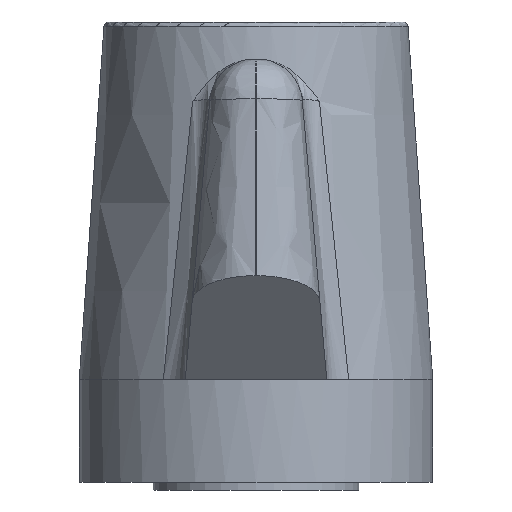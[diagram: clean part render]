
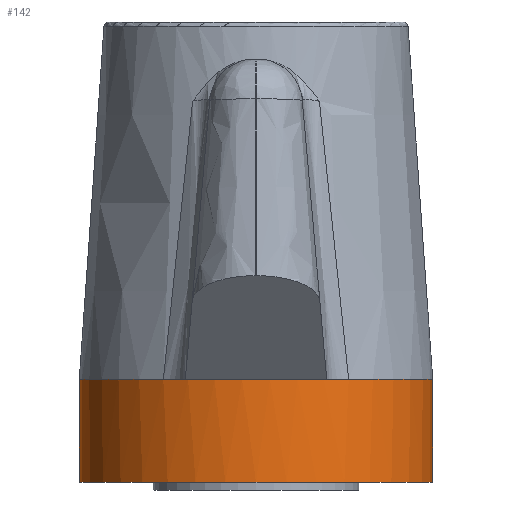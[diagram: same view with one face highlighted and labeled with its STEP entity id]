
A CAD part, front view. The second image highlights one B-rep face of the part: STEP entity #142.
In plain terms, the highlighted cylindrical face has radius 6.875 mm (diameter 13.75 mm), a full revolution.
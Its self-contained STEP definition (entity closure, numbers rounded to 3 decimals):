
#142 = ADVANCED_FACE( '', ( #297, #298 ), #299, .T. );
#297 = FACE_OUTER_BOUND( '', #2428, .T. );
#298 = FACE_OUTER_BOUND( '', #2429, .T. );
#299 = CYLINDRICAL_SURFACE( '', #2430, 6.875 );
#2428 = EDGE_LOOP( '', ( #3455, #3456, #3457, #3458 ) );
#2429 = EDGE_LOOP( '', ( #3459 ) );
#2430 = AXIS2_PLACEMENT_3D( '', #3460, #3461, #3462 );
#3455 = ORIENTED_EDGE( '', *, *, #3635, .F. );
#3456 = ORIENTED_EDGE( '', *, *, #3569, .F. );
#3457 = ORIENTED_EDGE( '', *, *, #3647, .F. );
#3458 = ORIENTED_EDGE( '', *, *, #3575, .F. );
#3459 = ORIENTED_EDGE( '', *, *, #3604, .T. );
#3460 = CARTESIAN_POINT( '', ( 0., 0., 17.902 ) );
#3461 = DIRECTION( '', ( 0., 0., -1. ) );
#3462 = DIRECTION( '', ( 1., 0., 0. ) );
#3569 = EDGE_CURVE( '', #3700, #3741, #3742, .T. );
#3575 = EDGE_CURVE( '', #3751, #3735, #3753, .T. );
#3604 = EDGE_CURVE( '', #3794, #3794, #3795, .T. );
#3635 = EDGE_CURVE( '', #3741, #3751, #3837, .T. );
#3647 = EDGE_CURVE( '', #3735, #3700, #3852, .T. );
#3700 = VERTEX_POINT( '', #3964 );
#3735 = VERTEX_POINT( '', #4122 );
#3741 = VERTEX_POINT( '', #4140 );
#3742 = CIRCLE( '', #4141, 6.875 );
#3751 = VERTEX_POINT( '', #4188 );
#3753 = CIRCLE( '', #4196, 6.875 );
#3794 = VERTEX_POINT( '', #4430 );
#3795 = CIRCLE( '', #4431, 6.875 );
#3837 = CIRCLE( '', #4695, 6.875 );
#3852 = CIRCLE( '', #4738, 6.875 );
#3964 = CARTESIAN_POINT( '', ( 3.604, -5.854, 4. ) );
#4122 = CARTESIAN_POINT( '', ( -3.604, -5.854, 4. ) );
#4140 = CARTESIAN_POINT( '', ( 3.604, 5.854, 4. ) );
#4141 = AXIS2_PLACEMENT_3D( '', #4915, #4916, #4917 );
#4188 = CARTESIAN_POINT( '', ( -3.604, 5.854, 4. ) );
#4196 = AXIS2_PLACEMENT_3D( '', #4921, #4922, #4923 );
#4430 = CARTESIAN_POINT( '', ( 6.875, 0., 0. ) );
#4431 = AXIS2_PLACEMENT_3D( '', #4939, #4940, #4941 );
#4695 = AXIS2_PLACEMENT_3D( '', #4966, #4967, #4968 );
#4738 = AXIS2_PLACEMENT_3D( '', #4974, #4975, #4976 );
#4915 = CARTESIAN_POINT( '', ( 0., 0., 4. ) );
#4916 = DIRECTION( '', ( 0., 0., 1. ) );
#4917 = DIRECTION( '', ( 1., 0., 0. ) );
#4921 = CARTESIAN_POINT( '', ( 0., 0., 4. ) );
#4922 = DIRECTION( '', ( 0., 0., 1. ) );
#4923 = DIRECTION( '', ( 1., 0., 0. ) );
#4939 = CARTESIAN_POINT( '', ( 0., 0., 0. ) );
#4940 = DIRECTION( '', ( 0., 0., 1. ) );
#4941 = DIRECTION( '', ( 1., 0., 0. ) );
#4966 = CARTESIAN_POINT( '', ( 0., 0., 4. ) );
#4967 = DIRECTION( '', ( 0., 0., 1. ) );
#4968 = DIRECTION( '', ( 1., 0., 0. ) );
#4974 = CARTESIAN_POINT( '', ( 0., 0., 4. ) );
#4975 = DIRECTION( '', ( 0., 0., 1. ) );
#4976 = DIRECTION( '', ( 1., 0., 0. ) );
